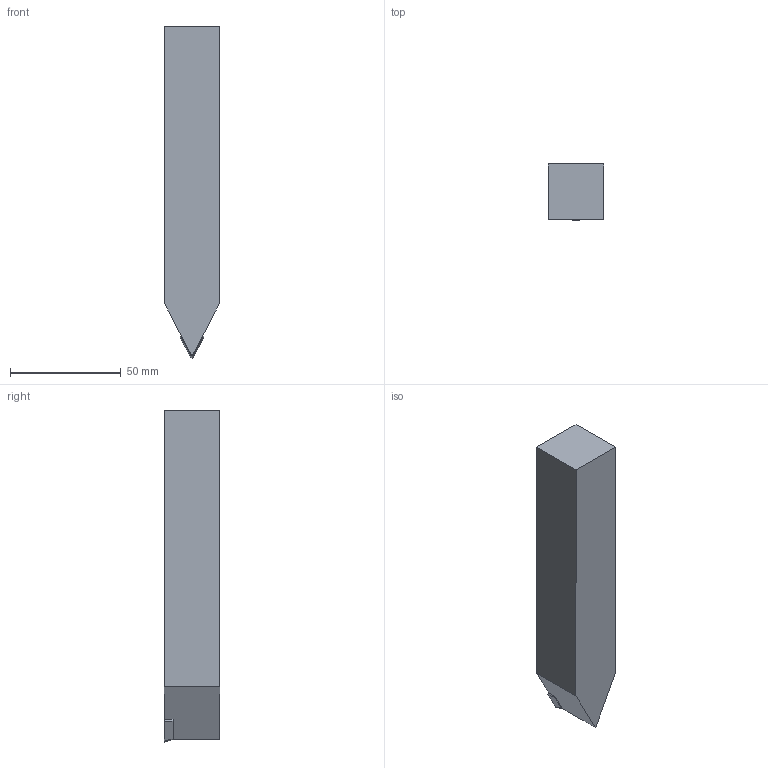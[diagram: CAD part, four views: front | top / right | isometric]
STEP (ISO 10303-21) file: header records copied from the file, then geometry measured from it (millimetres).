
FILE_DESCRIPTION((''),'2;1');
FILE_NAME('70680025_ASM','2019-06-14T12:22:56',('piechottad'),(''),'CREO PARAMETRIC BY PTC INC, 2018400','CREO PARAMETRIC BY PTC INC, 2018400','');
FILE_SCHEMA(('AUTOMOTIVE_DESIGN { 1 0 10303 214 1 1 1 1 }'));
Length unit declared in the file: millimetre
Products named in the file (3): 70680025NC; 70680025C; 70680025_ASM
Assembly tree (2 placements, depth 2):
  70680025_ASM
    70680025NC
    70680025C
Bounding box: 25 x 25 x 149.69 mm (x, y, z)
Volume: 85498.2 mm3; surface area: 15440.6 mm2
Topology: 2 solids, 2 shells, 25 faces, 67 edges, 46 vertices
Faces by surface type: plane 17, cylinder 4, torus 2, cone 2
Entity records: 2080 total; most frequent: CARTESIAN_POINT 224, DIRECTION 194, PROPERTY_DEFINITION 129, REPRESENTATION 127, PROPERTY_DEFINITION_REPRESENTATION 127, ORIENTED_EDGE 118, PRESENTATION_STYLE_ASSIGNMENT 105, STYLED_ITEM 105
